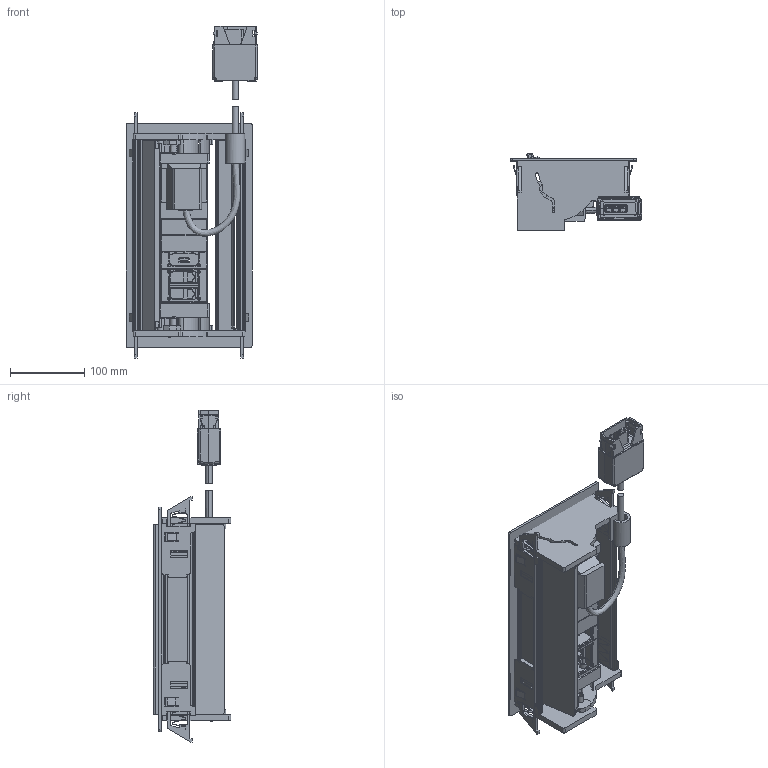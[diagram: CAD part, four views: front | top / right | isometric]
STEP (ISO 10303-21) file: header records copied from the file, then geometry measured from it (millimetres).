
FILE_DESCRIPTION(('CATIA V5 STEP Exchange','CAx-IF Rec.Pracs.--- Model Styling and Organization---1.5--- 2016-08-15','CAx-IF Rec.Pracs.---Supplemental Geometry---1.0---2011-11-01','CAx-IF Rec.Pracs.--- Composite Materials ---1.1---2010-07-15'),'2;1');
FILE_NAME('LG-654963_AllCATPart.stp','2023-10-04T12:04:23+00:00',('none'),('none'),'CATIA Version 5-6 Release 2020 SP3','CATIA V5 STEP AP214 v2','none');
FILE_SCHEMA(('AUTOMOTIVE_DESIGN { 1 0 10303 214 1 1 1 1 }'));
Products named in the file (1): LG-654963_AllCATPart
Bounding box: 177.79 x 104.57 x 448.24 mm (x, y, z)
Volume: 910655.9 mm3; surface area: 642949.1 mm2
Topology: 60 solids, 60 shells, 3157 faces, 8554 edges, 5532 vertices
Faces by surface type: plane 2131, cylinder 806, bspline 94, sphere 50, torus 32, extrusion 28, cone 16
Entity records: 101085 total; most frequent: CARTESIAN_POINT 25746, ORIENTED_EDGE 17008, DIRECTION 12865, EDGE_CURVE 8480, VECTOR 6349, LINE 6321, VERTEX_POINT 5516, AXIS2_PLACEMENT_3D 3936
